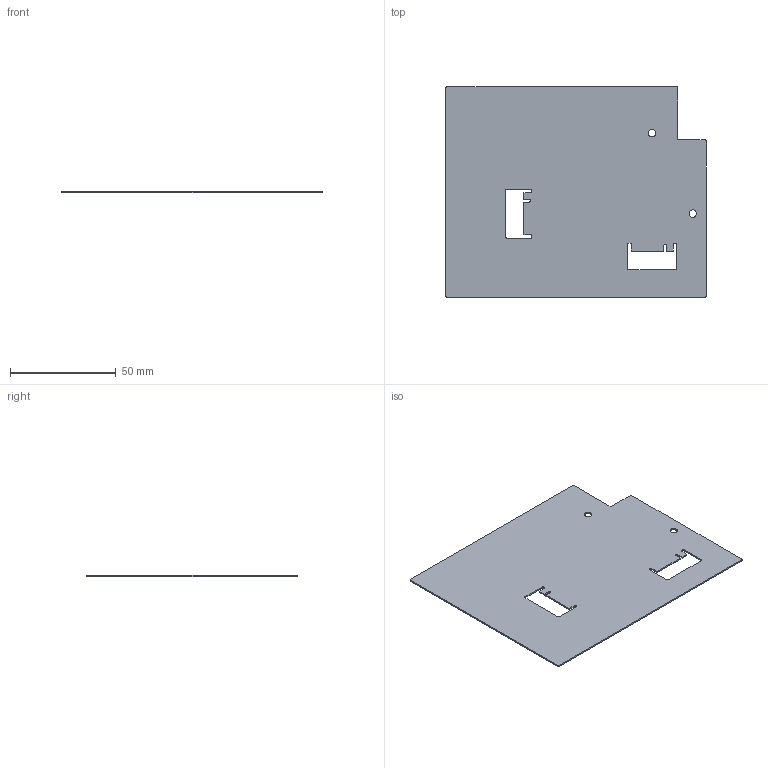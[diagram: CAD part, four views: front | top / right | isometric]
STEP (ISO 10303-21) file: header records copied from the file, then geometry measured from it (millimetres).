
FILE_DESCRIPTION(('KiCad electronic assembly'),'2;1');
FILE_NAME('Interposer_Board_JoneyTech.step','2025-01-19T21:28:44',( 'Pcbnew'),('Kicad'),'Open CASCADE STEP processor 7.8', 'KiCad to STEP converter','Unknown');
FILE_SCHEMA(('AUTOMOTIVE_DESIGN { 1 0 10303 214 1 1 1 1 }'));
Length unit declared in the file: millimetre
Products named in the file (2): Interposer_Board_JoneyTech 1; Interposer_Board_JoneyTech_PCB
Assembly tree (1 placements, depth 2):
  Interposer_Board_JoneyTech 1
    Interposer_Board_JoneyTech_PCB
Bounding box: 123 x 99.47 x 0.69 mm (x, y, z)
Volume: 7903.4 mm3; surface area: 23346 mm2
Topology: 1 solids, 1 shells, 87 faces, 255 edges, 170 vertices
Faces by surface type: plane 59, cylinder 28
Full cylindrical faces by diameter (mm): 3.5 x2
Entity records: 2938 total; most frequent: CARTESIAN_POINT 514, ORIENTED_EDGE 510, DIRECTION 489, EDGE_CURVE 255, LINE 199, VECTOR 199, VERTEX_POINT 170, AXIS2_PLACEMENT_3D 145
